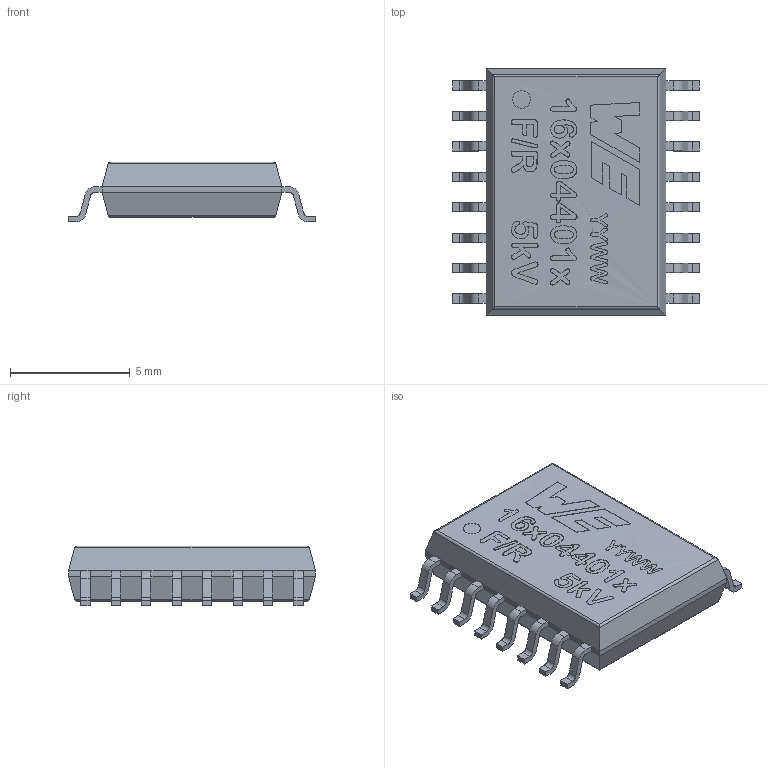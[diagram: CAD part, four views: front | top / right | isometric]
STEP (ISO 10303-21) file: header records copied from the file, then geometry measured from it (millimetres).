
FILE_DESCRIPTION(/* description */ ('Unknown'),/* implementation_level */ '2;1');
FILE_NAME(/* name */ 'U_Wurth_WPME-CDIS-SOIC16WB_18016x04401x',/* time_stamp */ '2025-09-23T10:12:24+08:00',/* author */ ('Unknown'),/* organization */ ('Unknown'),/* preprocessor_version */ 'ST-DEVELOPER v19.4',/* originating_system */ 'Solid Edge',/* authorisation */ 'Unknown');
FILE_SCHEMA (('AUTOMOTIVE_DESIGN {1 0 10303 214 3 1 1}'));
Length unit declared in the file: millimetre
Products named in the file (2): U_Wurth_WPME-CDIS-SOIC16WB_18016x04401x
Assembly tree (1 placements, depth 2):
  U_Wurth_WPME-CDIS-SOIC16WB_18016x04401x
    U_Wurth_WPME-CDIS-SOIC16WB_18016x04401x
Bounding box: 10.3 x 10.3 x 2.5 mm (x, y, z)
Volume: 170.6 mm3; surface area: 260.3 mm2
Topology: 1 solids, 1 shells, 356 faces, 918 edges, 592 vertices
Faces by surface type: plane 253, cylinder 73, bspline 30
Full cylindrical faces by diameter (mm): 0.734 x1
Entity records: 14860 total; most frequent: CARTESIAN_POINT 3950, ORIENTED_EDGE 1822, DIRECTION 1555, EDGE_CURVE 911, LINE 623, VECTOR 623, VERTEX_POINT 592, AXIS2_PLACEMENT_3D 466
